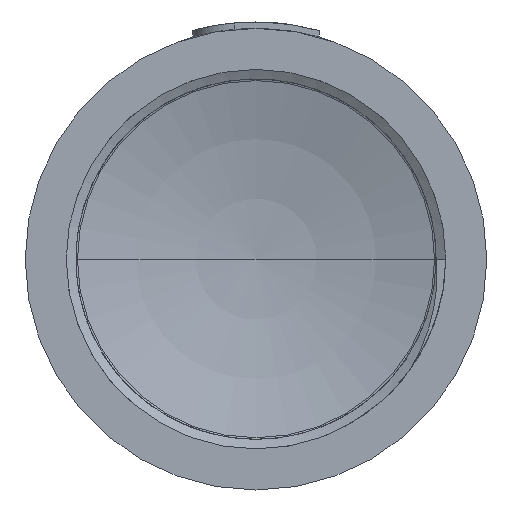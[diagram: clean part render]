
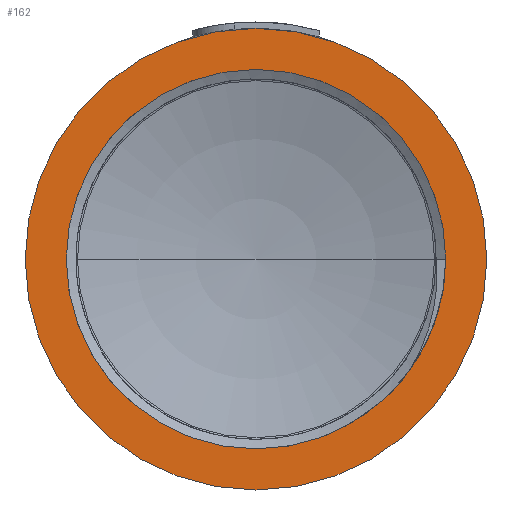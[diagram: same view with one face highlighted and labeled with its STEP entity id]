
A CAD part, front view. The second image highlights one B-rep face of the part: STEP entity #162.
In plain terms, the highlighted planar face has unit normal (0, -1, 0).
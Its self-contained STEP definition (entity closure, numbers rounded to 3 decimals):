
#162=ADVANCED_FACE('',(#330,#331),#332,.F.);
#330=FACE_BOUND('',#2137,.T.);
#331=FACE_OUTER_BOUND('',#2138,.T.);
#332=PLANE('',#2139);
#2137=EDGE_LOOP('',(#2785,#2786));
#2138=EDGE_LOOP('',(#2787,#2788));
#2139=AXIS2_PLACEMENT_3D('',#2789,#2790,#2791);
#2785=ORIENTED_EDGE('',*,*,#3035,.F.);
#2786=ORIENTED_EDGE('',*,*,#2841,.F.);
#2787=ORIENTED_EDGE('',*,*,#2972,.T.);
#2788=ORIENTED_EDGE('',*,*,#2847,.T.);
#2789=CARTESIAN_POINT('',(0.,0.,-7.3));
#2790=DIRECTION('',(0.0,1.0,0.0));
#2791=DIRECTION('',(-1.0,0.0,0.));
#2841=EDGE_CURVE('',#3065,#3062,#3067,.T.);
#2847=EDGE_CURVE('',#3078,#3076,#3079,.T.);
#2972=EDGE_CURVE('',#3076,#3078,#3285,.T.);
#3035=EDGE_CURVE('',#3062,#3065,#3388,.T.);
#3062=VERTEX_POINT('',#4248);
#3065=VERTEX_POINT('',#4252);
#3067=CIRCLE('',#4255,6.0);
#3076=VERTEX_POINT('',#4264);
#3078=VERTEX_POINT('',#4267);
#3079=CIRCLE('',#4268,7.3);
#3285=CIRCLE('',#4536,7.3);
#3388=CIRCLE('',#4686,6.0);
#4248=CARTESIAN_POINT('',(6.0,0.0,0.));
#4252=CARTESIAN_POINT('',(-6.0,0.0,0.));
#4255=AXIS2_PLACEMENT_3D('',#4705,#4706,#4707);
#4264=CARTESIAN_POINT('',(7.3,0.,0.));
#4267=CARTESIAN_POINT('',(-7.3,0.,0.));
#4268=AXIS2_PLACEMENT_3D('',#4721,#4722,#4723);
#4536=AXIS2_PLACEMENT_3D('',#4997,#4998,#4999);
#4686=AXIS2_PLACEMENT_3D('',#5111,#5112,#5113);
#4705=CARTESIAN_POINT('',(0.0,0.0,0.0));
#4706=DIRECTION('',(0.0,-1.0,0.0));
#4707=DIRECTION('',(1.0,0.0,0.));
#4721=CARTESIAN_POINT('',(0.0,0.,0.0));
#4722=DIRECTION('',(0.0,-1.0,0.0));
#4723=DIRECTION('',(1.0,0.0,0.));
#4997=CARTESIAN_POINT('',(0.0,0.,0.0));
#4998=DIRECTION('',(0.0,-1.0,0.0));
#4999=DIRECTION('',(1.0,0.0,0.));
#5111=CARTESIAN_POINT('',(0.0,0.0,0.0));
#5112=DIRECTION('',(0.0,-1.0,0.0));
#5113=DIRECTION('',(1.0,0.0,0.));
